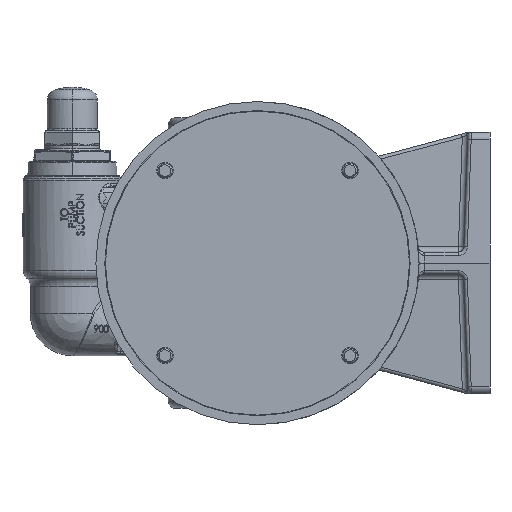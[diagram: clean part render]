
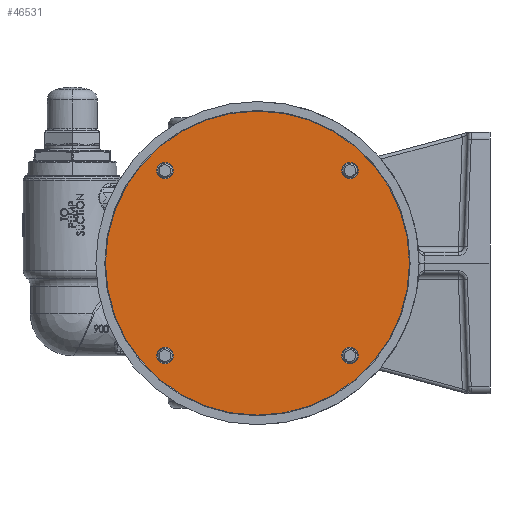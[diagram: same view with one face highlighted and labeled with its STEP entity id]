
A CAD part, left-side view. The second image highlights one B-rep face of the part: STEP entity #46531.
In plain terms, the highlighted planar face has unit normal (-1, 0, 0).
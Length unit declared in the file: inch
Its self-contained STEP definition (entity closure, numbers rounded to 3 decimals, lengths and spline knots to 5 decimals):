
#736 = FACE_BOUND ( 'NONE', #100277, .T. ) ;
#872 = DIRECTION ( 'NONE',  ( -1., 0., 0. ) ) ;
#1277 = DIRECTION ( 'NONE',  ( 1., 0., 0. ) ) ;
#1768 = CARTESIAN_POINT ( 'NONE',  ( -19.51, -3.18198, 2.90073 ) ) ;
#3875 = CARTESIAN_POINT ( 'NONE',  ( -19.51, 0., 5.2305 ) ) ;
#4767 = FACE_OUTER_BOUND ( 'NONE', #54371, .T. ) ;
#6869 = EDGE_CURVE ( 'NONE', #90623, #127585, #146975, .T. ) ;
#6972 = AXIS2_PLACEMENT_3D ( 'NONE', #79021, #1277, #92062 ) ;
#8184 = CIRCLE ( 'NONE', #21496, 0.28125 ) ;
#9280 = CARTESIAN_POINT ( 'NONE',  ( -19.51, 3.18198, -3.46323 ) ) ;
#16075 = AXIS2_PLACEMENT_3D ( 'NONE', #106727, #29072, #119798 ) ;
#19076 = DIRECTION ( 'NONE',  ( -1., 0., 0. ) ) ;
#20713 = CARTESIAN_POINT ( 'NONE',  ( -19.51, 0., 0. ) ) ;
#21496 = AXIS2_PLACEMENT_3D ( 'NONE', #23782, #114547, #36783 ) ;
#21669 = EDGE_CURVE ( 'NONE', #79555, #46837, #37944, .T. ) ;
#22673 = EDGE_CURVE ( 'NONE', #154253, #133882, #33600, .T. ) ;
#22768 = ORIENTED_EDGE ( 'NONE', *, *, #6869, .F. ) ;
#23782 = CARTESIAN_POINT ( 'NONE',  ( -19.51, 3.18198, 3.18198 ) ) ;
#23856 = ORIENTED_EDGE ( 'NONE', *, *, #98228, .F. ) ;
#25414 = VERTEX_POINT ( 'NONE', #71917 ) ;
#26605 = CARTESIAN_POINT ( 'NONE',  ( -19.51, 5.2305, 0. ) ) ;
#29072 = DIRECTION ( 'NONE',  ( -1., 0., 0. ) ) ;
#33265 = CARTESIAN_POINT ( 'NONE',  ( -19.51, 3.18198, -2.90073 ) ) ;
#33600 = CIRCLE ( 'NONE', #148922, 0.28125 ) ;
#33777 = DIRECTION ( 'NONE',  ( 0., 0., -1. ) ) ;
#35201 = FACE_BOUND ( 'NONE', #92474, .T. ) ;
#36783 = DIRECTION ( 'NONE',  ( 0., 0., 1. ) ) ;
#37944 = CIRCLE ( 'NONE', #16075, 0.28125 ) ;
#38807 = DIRECTION ( 'NONE',  ( -1., 0., 0. ) ) ;
#39581 = DIRECTION ( 'NONE',  ( 0., 0., -1. ) ) ;
#41226 = CARTESIAN_POINT ( 'NONE',  ( -19.51, -3.18198, 3.18198 ) ) ;
#46531 = ADVANCED_FACE ( 'NONE', ( #104251, #69747, #4767, #35201, #736 ), #168713, .F. ) ;
#46837 = VERTEX_POINT ( 'NONE', #33265 ) ;
#47462 = CARTESIAN_POINT ( 'NONE',  ( -19.51, -3.18198, -3.18198 ) ) ;
#54237 = DIRECTION ( 'NONE',  ( 0., 0., 1. ) ) ;
#54371 = EDGE_LOOP ( 'NONE', ( #102998, #122766 ) ) ;
#60512 = DIRECTION ( 'NONE',  ( 0., 0., 1. ) ) ;
#61124 = ORIENTED_EDGE ( 'NONE', *, *, #84402, .F. ) ;
#63914 = VERTEX_POINT ( 'NONE', #3875 ) ;
#65766 = EDGE_CURVE ( 'NONE', #63914, #118832, #69066, .T. ) ;
#69066 = CIRCLE ( 'NONE', #97226, 5.2305 ) ;
#69617 = CIRCLE ( 'NONE', #6972, 5.2305 ) ;
#69747 = FACE_BOUND ( 'NONE', #88402, .T. ) ;
#71228 = AXIS2_PLACEMENT_3D ( 'NONE', #26605, #117377, #39581 ) ;
#71917 = CARTESIAN_POINT ( 'NONE',  ( -19.51, 3.18198, 3.46323 ) ) ;
#72201 = EDGE_CURVE ( 'NONE', #46837, #79555, #96770, .T. ) ;
#73868 = VERTEX_POINT ( 'NONE', #87428 ) ;
#76476 = DIRECTION ( 'NONE',  ( -1., 0., 0. ) ) ;
#78600 = CARTESIAN_POINT ( 'NONE',  ( -19.51, -3.18198, 3.18198 ) ) ;
#79021 = CARTESIAN_POINT ( 'NONE',  ( -19.51, 0., 0. ) ) ;
#79555 = VERTEX_POINT ( 'NONE', #9280 ) ;
#82882 = AXIS2_PLACEMENT_3D ( 'NONE', #154367, #76476, #167503 ) ;
#83447 = ORIENTED_EDGE ( 'NONE', *, *, #21669, .F. ) ;
#84402 = EDGE_CURVE ( 'NONE', #127585, #90623, #98829, .T. ) ;
#87428 = CARTESIAN_POINT ( 'NONE',  ( -19.51, 3.18198, 2.90073 ) ) ;
#87900 = AXIS2_PLACEMENT_3D ( 'NONE', #47462, #138456, #60512 ) ;
#88082 = EDGE_CURVE ( 'NONE', #133882, #154253, #99831, .T. ) ;
#88402 = EDGE_LOOP ( 'NONE', ( #148049, #113912 ) ) ;
#89580 = AXIS2_PLACEMENT_3D ( 'NONE', #41226, #132172, #54237 ) ;
#90623 = VERTEX_POINT ( 'NONE', #161760 ) ;
#91657 = DIRECTION ( 'NONE',  ( 0., 0., 1. ) ) ;
#92062 = DIRECTION ( 'NONE',  ( 0., 0., -1. ) ) ;
#92474 = EDGE_LOOP ( 'NONE', ( #23856, #117900 ) ) ;
#95841 = CARTESIAN_POINT ( 'NONE',  ( -19.51, 0., -5.2305 ) ) ;
#96770 = CIRCLE ( 'NONE', #82882, 0.28125 ) ;
#96851 = CARTESIAN_POINT ( 'NONE',  ( -19.51, 3.18198, 3.18198 ) ) ;
#97226 = AXIS2_PLACEMENT_3D ( 'NONE', #20713, #111491, #33777 ) ;
#98228 = EDGE_CURVE ( 'NONE', #25414, #73868, #155054, .T. ) ;
#98829 = CIRCLE ( 'NONE', #126162, 0.28125 ) ;
#99509 = EDGE_CURVE ( 'NONE', #73868, #25414, #8184, .T. ) ;
#99831 = CIRCLE ( 'NONE', #89580, 0.28125 ) ;
#100277 = EDGE_LOOP ( 'NONE', ( #22768, #61124 ) ) ;
#102998 = ORIENTED_EDGE ( 'NONE', *, *, #164401, .F. ) ;
#104251 = FACE_BOUND ( 'NONE', #108055, .T. ) ;
#104427 = CARTESIAN_POINT ( 'NONE',  ( -19.51, -3.18198, -3.46323 ) ) ;
#106727 = CARTESIAN_POINT ( 'NONE',  ( -19.51, 3.18198, -3.18198 ) ) ;
#108055 = EDGE_LOOP ( 'NONE', ( #126713, #83447 ) ) ;
#109856 = DIRECTION ( 'NONE',  ( 0., 0., 1. ) ) ;
#111491 = DIRECTION ( 'NONE',  ( 1., 0., 0. ) ) ;
#113912 = ORIENTED_EDGE ( 'NONE', *, *, #88082, .F. ) ;
#114547 = DIRECTION ( 'NONE',  ( -1., 0., 0. ) ) ;
#116608 = CARTESIAN_POINT ( 'NONE',  ( -19.51, -3.18198, -3.18198 ) ) ;
#117377 = DIRECTION ( 'NONE',  ( 1., 0., 0. ) ) ;
#117900 = ORIENTED_EDGE ( 'NONE', *, *, #99509, .F. ) ;
#118832 = VERTEX_POINT ( 'NONE', #95841 ) ;
#119798 = DIRECTION ( 'NONE',  ( 0., 0., 1. ) ) ;
#122766 = ORIENTED_EDGE ( 'NONE', *, *, #65766, .F. ) ;
#126162 = AXIS2_PLACEMENT_3D ( 'NONE', #116608, #38807, #129746 ) ;
#126713 = ORIENTED_EDGE ( 'NONE', *, *, #72201, .F. ) ;
#127585 = VERTEX_POINT ( 'NONE', #104427 ) ;
#129746 = DIRECTION ( 'NONE',  ( 0., 0., 1. ) ) ;
#132172 = DIRECTION ( 'NONE',  ( -1., 0., 0. ) ) ;
#133882 = VERTEX_POINT ( 'NONE', #1768 ) ;
#138456 = DIRECTION ( 'NONE',  ( -1., 0., 0. ) ) ;
#141464 = CARTESIAN_POINT ( 'NONE',  ( -19.51, -3.18198, 3.46323 ) ) ;
#145512 = AXIS2_PLACEMENT_3D ( 'NONE', #96851, #19076, #109856 ) ;
#146975 = CIRCLE ( 'NONE', #87900, 0.28125 ) ;
#148049 = ORIENTED_EDGE ( 'NONE', *, *, #22673, .F. ) ;
#148922 = AXIS2_PLACEMENT_3D ( 'NONE', #78600, #872, #91657 ) ;
#154253 = VERTEX_POINT ( 'NONE', #141464 ) ;
#154367 = CARTESIAN_POINT ( 'NONE',  ( -19.51, 3.18198, -3.18198 ) ) ;
#155054 = CIRCLE ( 'NONE', #145512, 0.28125 ) ;
#161760 = CARTESIAN_POINT ( 'NONE',  ( -19.51, -3.18198, -2.90073 ) ) ;
#164401 = EDGE_CURVE ( 'NONE', #118832, #63914, #69617, .T. ) ;
#167503 = DIRECTION ( 'NONE',  ( 0., 0., 1. ) ) ;
#168713 = PLANE ( 'NONE',  #71228 ) ;
